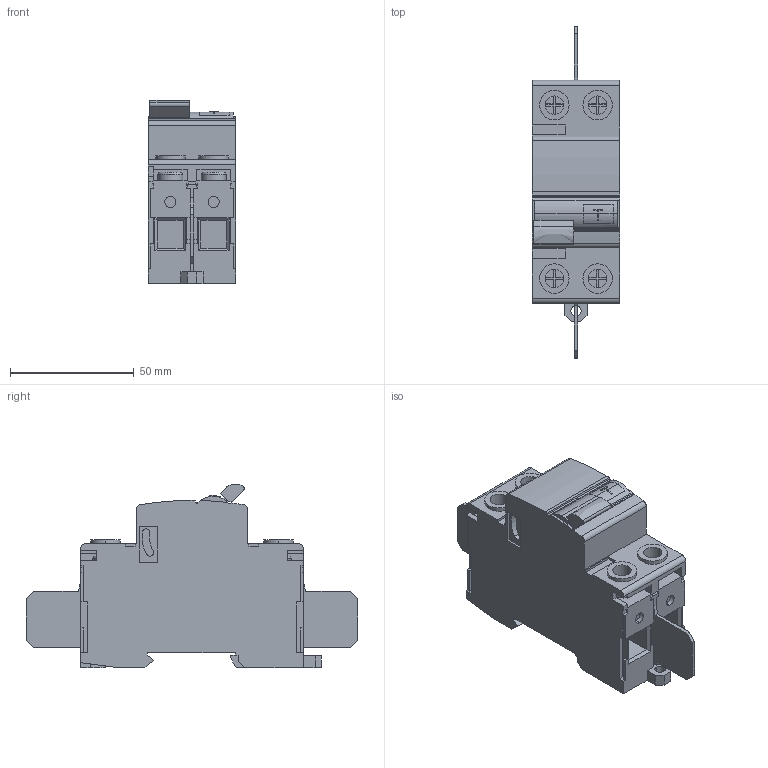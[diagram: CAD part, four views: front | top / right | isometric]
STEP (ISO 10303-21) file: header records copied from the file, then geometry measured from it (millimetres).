
FILE_DESCRIPTION (( 'STEP AP203' ), '1' );
FILE_NAME ('ÂÄÒ DV 2P 80A-300ìÀ (ÀÑ) EKF AVERES (rcñb-2-80-300-ac-av).STEP', '2022-11-15T14:03:50', ( '' ), ( '' ), 'SwSTEP 2.0', 'SolidWorks 2021', '' );
FILE_SCHEMA (( 'CONFIG_CONTROL_DESIGN' ));
Length unit declared in the file: millimetre
Products named in the file (1): ÂÄÒ DV 2P 80A-300ìÀ (ÀÑ) EKF AVERES (rcñb-2-80-300-ac-av)
Bounding box: 35.3 x 134 x 73.96 mm (x, y, z)
Volume: 164325.5 mm3; surface area: 32723.2 mm2
Topology: 3 solids, 3 shells, 462 faces, 1266 edges, 830 vertices
Faces by surface type: plane 379, cylinder 66, bspline 9, torus 8
Entity records: 14705 total; most frequent: CARTESIAN_POINT 2945, ORIENTED_EDGE 2532, DIRECTION 2241, EDGE_CURVE 1266, LINE 1025, VECTOR 1025, VERTEX_POINT 830, AXIS2_PLACEMENT_3D 608
